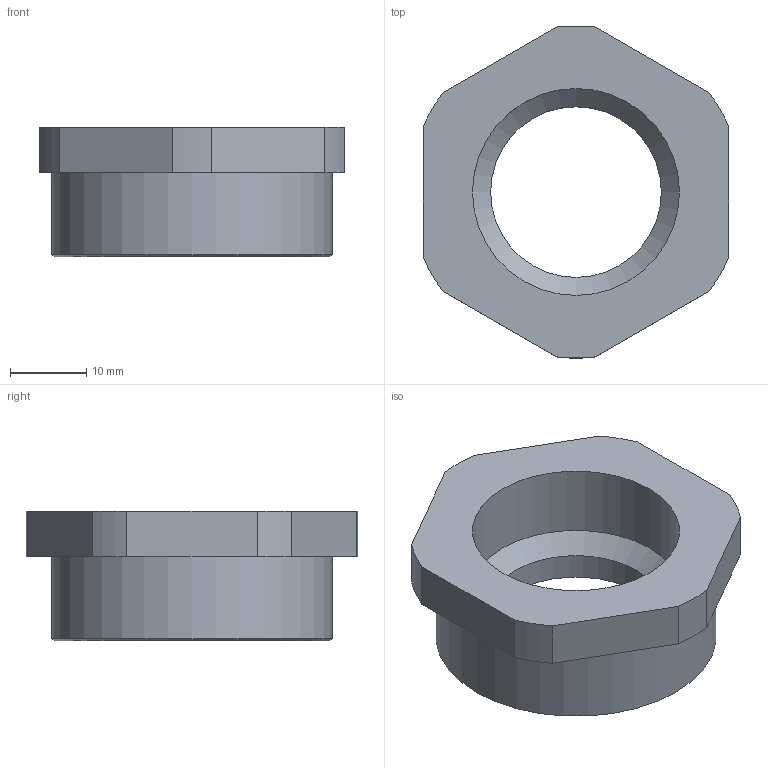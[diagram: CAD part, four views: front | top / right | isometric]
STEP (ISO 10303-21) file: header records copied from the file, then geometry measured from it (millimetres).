
FILE_DESCRIPTION (( 'STEP AP214' ), '1' );
FILE_NAME ('2030802.stp', '2024-04-25T08:34:38', ( '' ), ( '' ), 'SwSTEP 2.0', 'SolidWorks 2022', '' );
FILE_SCHEMA (( 'AUTOMOTIVE_DESIGN' ));
Length unit declared in the file: millimetre
Products named in the file (1): 2030802
Bounding box: 40 x 43.47 x 17 mm (x, y, z)
Volume: 10626 mm3; surface area: 5288.2 mm2
Topology: 1 solids, 1 shells, 22 faces, 51 edges, 33 vertices
Faces by surface type: cylinder 10, plane 10, cone 2
Full cylindrical faces by diameter (mm): 22.35 x1, 27.1 x1, 31.1 x1, 36.8 x1
Entity records: 662 total; most frequent: DIRECTION 112, CARTESIAN_POINT 101, ORIENTED_EDGE 90, EDGE_CURVE 45, AXIS2_PLACEMENT_3D 44, VERTEX_POINT 33, EDGE_LOOP 32, FACE_OUTER_BOUND 26
